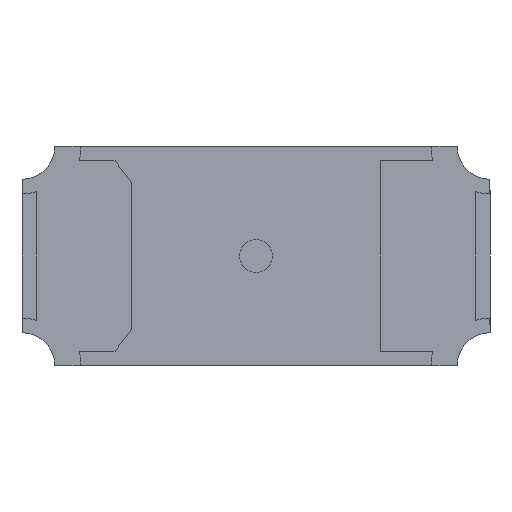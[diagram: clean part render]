
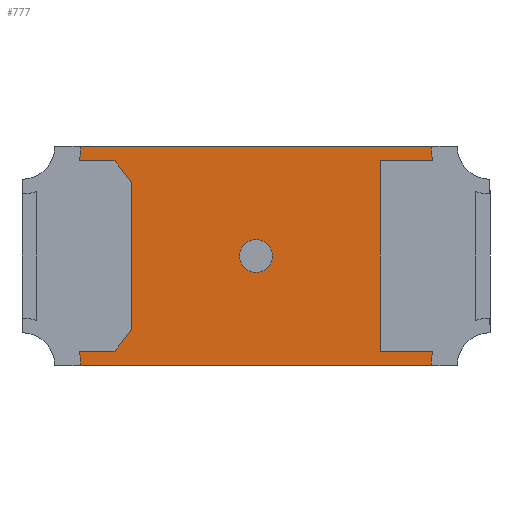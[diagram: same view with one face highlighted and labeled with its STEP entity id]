
A CAD part, front view. The second image highlights one B-rep face of the part: STEP entity #777.
In plain terms, the highlighted planar face has unit normal (0, -1, 0).
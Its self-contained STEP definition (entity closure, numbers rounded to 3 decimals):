
#35 = EDGE_CURVE ( 'NONE', #1381, #2526, #254, .T. ) ;
#39 = AXIS2_PLACEMENT_3D ( 'NONE', #3004, #2976, #1091 ) ;
#80 = DIRECTION ( 'NONE',  ( 1., 0., 0. ) ) ;
#84 = VERTEX_POINT ( 'NONE', #2794 ) ;
#141 = CIRCLE ( 'NONE', #515, 0.404 ) ;
#167 = CIRCLE ( 'NONE', #39, 0.404 ) ;
#170 = VECTOR ( 'NONE', #1852, 1000. ) ;
#186 = VERTEX_POINT ( 'NONE', #2657 ) ;
#191 = DIRECTION ( 'NONE',  ( 0., -1., 0. ) ) ;
#196 = DIRECTION ( 'NONE',  ( 0., 1., 0. ) ) ;
#247 = LINE ( 'NONE', #2964, #1933 ) ;
#254 = LINE ( 'NONE', #1760, #1008 ) ;
#305 = DIRECTION ( 'NONE',  ( 0., 0., -1. ) ) ;
#309 = CARTESIAN_POINT ( 'NONE',  ( 0., 0., 0.113 ) ) ;
#340 = CARTESIAN_POINT ( 'NONE',  ( 1.209, 0., -0.65 ) ) ;
#377 = VECTOR ( 'NONE', #1571, 1000. ) ;
#389 = EDGE_CURVE ( 'NONE', #3920, #1381, #2720, .T. ) ;
#409 = VERTEX_POINT ( 'NONE', #933 ) ;
#414 = EDGE_CURVE ( 'NONE', #2526, #409, #1716, .T. ) ;
#442 = EDGE_CURVE ( 'NONE', #186, #3270, #683, .T. ) ;
#451 = VECTOR ( 'NONE', #2027, 1000. ) ;
#484 = CIRCLE ( 'NONE', #1532, 0.404 ) ;
#515 = AXIS2_PLACEMENT_3D ( 'NONE', #543, #191, #2714 ) ;
#539 = VECTOR ( 'NONE', #640, 1000. ) ;
#543 = CARTESIAN_POINT ( 'NONE',  ( -1.6, 0., 0.75 ) ) ;
#576 = CARTESIAN_POINT ( 'NONE',  ( 0., 0., 0. ) ) ;
#597 = CARTESIAN_POINT ( 'NONE',  ( 1.6, 0., 0.75 ) ) ;
#606 = DIRECTION ( 'NONE',  ( -0.615, 0., 0.789 ) ) ;
#640 = DIRECTION ( 'NONE',  ( -1., 0., 0. ) ) ;
#683 = LINE ( 'NONE', #340, #377 ) ;
#696 = CARTESIAN_POINT ( 'NONE',  ( 1.196, 0., -0.75 ) ) ;
#712 = VERTEX_POINT ( 'NONE', #1123 ) ;
#749 = CARTESIAN_POINT ( 'NONE',  ( 1.6, 0., 0.75 ) ) ;
#777 = ADVANCED_FACE ( 'NONE', ( #4038, #3440 ), #1816, .F. ) ;
#778 = DIRECTION ( 'NONE',  ( 0., -1., 0. ) ) ;
#821 = ORIENTED_EDGE ( 'NONE', *, *, #3209, .F. ) ;
#860 = CARTESIAN_POINT ( 'NONE',  ( 1.6, 0., -0.75 ) ) ;
#875 = DIRECTION ( 'NONE',  ( 0., 0., 1. ) ) ;
#878 = VERTEX_POINT ( 'NONE', #1255 ) ;
#889 = VERTEX_POINT ( 'NONE', #1844 ) ;
#933 = CARTESIAN_POINT ( 'NONE',  ( -0.964, 0., 0.65 ) ) ;
#937 = EDGE_CURVE ( 'NONE', #409, #2507, #988, .T. ) ;
#988 = LINE ( 'NONE', #2485, #539 ) ;
#1008 = VECTOR ( 'NONE', #875, 1000. ) ;
#1067 = CARTESIAN_POINT ( 'NONE',  ( 1.209, 0., -0.65 ) ) ;
#1085 = CIRCLE ( 'NONE', #3659, 0.113 ) ;
#1091 = DIRECTION ( 'NONE',  ( 0., 0., -1. ) ) ;
#1123 = CARTESIAN_POINT ( 'NONE',  ( 0.85, 0., 0.65 ) ) ;
#1185 = CARTESIAN_POINT ( 'NONE',  ( -1.209, 0., -0.65 ) ) ;
#1214 = VERTEX_POINT ( 'NONE', #4081 ) ;
#1255 = CARTESIAN_POINT ( 'NONE',  ( 0., 0., -0.113 ) ) ;
#1256 = ORIENTED_EDGE ( 'NONE', *, *, #2443, .F. ) ;
#1381 = VERTEX_POINT ( 'NONE', #1654 ) ;
#1427 = ORIENTED_EDGE ( 'NONE', *, *, #2347, .F. ) ;
#1473 = CARTESIAN_POINT ( 'NONE',  ( -0.964, 0., -0.65 ) ) ;
#1499 = DIRECTION ( 'NONE',  ( 0., 0., 1. ) ) ;
#1532 = AXIS2_PLACEMENT_3D ( 'NONE', #3860, #3179, #1931 ) ;
#1571 = DIRECTION ( 'NONE',  ( 1., 0., 0. ) ) ;
#1654 = CARTESIAN_POINT ( 'NONE',  ( -0.85, 0., -0.504 ) ) ;
#1716 = LINE ( 'NONE', #3187, #3240 ) ;
#1760 = CARTESIAN_POINT ( 'NONE',  ( -0.85, 0., 0.504 ) ) ;
#1763 = CARTESIAN_POINT ( 'NONE',  ( 1.209, 0., 0.65 ) ) ;
#1816 = PLANE ( 'NONE',  #2043 ) ;
#1823 = AXIS2_PLACEMENT_3D ( 'NONE', #1945, #2584, #2298 ) ;
#1842 = LINE ( 'NONE', #860, #3470 ) ;
#1844 = CARTESIAN_POINT ( 'NONE',  ( 1.196, 0., 0.75 ) ) ;
#1852 = DIRECTION ( 'NONE',  ( 0.615, 0., 0.789 ) ) ;
#1919 = CIRCLE ( 'NONE', #1823, 0.113 ) ;
#1931 = DIRECTION ( 'NONE',  ( 0., 0., 1. ) ) ;
#1933 = VECTOR ( 'NONE', #80, 1000. ) ;
#1945 = CARTESIAN_POINT ( 'NONE',  ( 0., 0., 0. ) ) ;
#1946 = ORIENTED_EDGE ( 'NONE', *, *, #4057, .F. ) ;
#1991 = LINE ( 'NONE', #3663, #451 ) ;
#2027 = DIRECTION ( 'NONE',  ( 0., 0., -1. ) ) ;
#2043 = AXIS2_PLACEMENT_3D ( 'NONE', #4072, #196, #1499 ) ;
#2122 = ORIENTED_EDGE ( 'NONE', *, *, #3628, .F. ) ;
#2155 = ORIENTED_EDGE ( 'NONE', *, *, #442, .F. ) ;
#2277 = LINE ( 'NONE', #3216, #2929 ) ;
#2281 = EDGE_CURVE ( 'NONE', #4003, #712, #2277, .T. ) ;
#2282 = EDGE_LOOP ( 'NONE', ( #1427, #2122 ) ) ;
#2289 = EDGE_CURVE ( 'NONE', #3270, #3008, #484, .T. ) ;
#2298 = DIRECTION ( 'NONE',  ( 0., 0., -1. ) ) ;
#2347 = EDGE_CURVE ( 'NONE', #878, #3278, #1919, .T. ) ;
#2387 = CARTESIAN_POINT ( 'NONE',  ( -0.85, 0., 0.504 ) ) ;
#2398 = DIRECTION ( 'NONE',  ( 0., 0., -1. ) ) ;
#2443 = EDGE_CURVE ( 'NONE', #889, #4003, #2716, .T. ) ;
#2468 = EDGE_CURVE ( 'NONE', #1214, #4140, #167, .T. ) ;
#2485 = CARTESIAN_POINT ( 'NONE',  ( -1.209, 0., 0.65 ) ) ;
#2507 = VERTEX_POINT ( 'NONE', #3017 ) ;
#2526 = VERTEX_POINT ( 'NONE', #2387 ) ;
#2535 = DIRECTION ( 'NONE',  ( -1., 0., 0. ) ) ;
#2584 = DIRECTION ( 'NONE',  ( 0., -1., 0. ) ) ;
#2635 = ORIENTED_EDGE ( 'NONE', *, *, #937, .F. ) ;
#2657 = CARTESIAN_POINT ( 'NONE',  ( 0.85, 0., -0.65 ) ) ;
#2691 = ORIENTED_EDGE ( 'NONE', *, *, #389, .F. ) ;
#2714 = DIRECTION ( 'NONE',  ( 0., 0., 1. ) ) ;
#2716 = CIRCLE ( 'NONE', #3564, 0.404 ) ;
#2718 = ORIENTED_EDGE ( 'NONE', *, *, #3265, .F. ) ;
#2720 = LINE ( 'NONE', #1473, #170 ) ;
#2794 = CARTESIAN_POINT ( 'NONE',  ( -1.196, 0., 0.75 ) ) ;
#2815 = DIRECTION ( 'NONE',  ( 0., -1., 0. ) ) ;
#2929 = VECTOR ( 'NONE', #2535, 1000. ) ;
#2939 = ORIENTED_EDGE ( 'NONE', *, *, #2468, .F. ) ;
#2964 = CARTESIAN_POINT ( 'NONE',  ( -1.209, 0., -0.65 ) ) ;
#2976 = DIRECTION ( 'NONE',  ( 0., -1., 0. ) ) ;
#3004 = CARTESIAN_POINT ( 'NONE',  ( -1.6, 0., -0.75 ) ) ;
#3008 = VERTEX_POINT ( 'NONE', #696 ) ;
#3017 = CARTESIAN_POINT ( 'NONE',  ( -1.209, 0., 0.65 ) ) ;
#3139 = DIRECTION ( 'NONE',  ( -1., 0., 0. ) ) ;
#3179 = DIRECTION ( 'NONE',  ( 0., -1., 0. ) ) ;
#3187 = CARTESIAN_POINT ( 'NONE',  ( -0.964, 0., 0.65 ) ) ;
#3207 = ORIENTED_EDGE ( 'NONE', *, *, #35, .F. ) ;
#3209 = EDGE_CURVE ( 'NONE', #2507, #84, #141, .T. ) ;
#3216 = CARTESIAN_POINT ( 'NONE',  ( 0.85, 0., 0.65 ) ) ;
#3240 = VECTOR ( 'NONE', #606, 1000. ) ;
#3265 = EDGE_CURVE ( 'NONE', #4140, #3920, #247, .T. ) ;
#3270 = VERTEX_POINT ( 'NONE', #1067 ) ;
#3278 = VERTEX_POINT ( 'NONE', #309 ) ;
#3293 = ORIENTED_EDGE ( 'NONE', *, *, #3529, .F. ) ;
#3424 = EDGE_LOOP ( 'NONE', ( #4105, #821, #2635, #3525, #3207, #2691, #2718, #2939, #1946, #3793, #2155, #3293, #3589, #1256 ) ) ;
#3440 = FACE_OUTER_BOUND ( 'NONE', #3424, .T. ) ;
#3470 = VECTOR ( 'NONE', #3139, 1000. ) ;
#3525 = ORIENTED_EDGE ( 'NONE', *, *, #414, .F. ) ;
#3529 = EDGE_CURVE ( 'NONE', #712, #186, #1991, .T. ) ;
#3564 = AXIS2_PLACEMENT_3D ( 'NONE', #749, #778, #2398 ) ;
#3589 = ORIENTED_EDGE ( 'NONE', *, *, #2281, .F. ) ;
#3628 = EDGE_CURVE ( 'NONE', #3278, #878, #1085, .T. ) ;
#3659 = AXIS2_PLACEMENT_3D ( 'NONE', #576, #2815, #305 ) ;
#3663 = CARTESIAN_POINT ( 'NONE',  ( 0.85, 0., -0.504 ) ) ;
#3733 = EDGE_CURVE ( 'NONE', #84, #889, #4130, .T. ) ;
#3777 = VECTOR ( 'NONE', #4136, 1000. ) ;
#3793 = ORIENTED_EDGE ( 'NONE', *, *, #2289, .F. ) ;
#3860 = CARTESIAN_POINT ( 'NONE',  ( 1.6, 0., -0.75 ) ) ;
#3920 = VERTEX_POINT ( 'NONE', #3934 ) ;
#3934 = CARTESIAN_POINT ( 'NONE',  ( -0.964, 0., -0.65 ) ) ;
#4003 = VERTEX_POINT ( 'NONE', #1763 ) ;
#4038 = FACE_BOUND ( 'NONE', #2282, .T. ) ;
#4057 = EDGE_CURVE ( 'NONE', #3008, #1214, #1842, .T. ) ;
#4072 = CARTESIAN_POINT ( 'NONE',  ( 0., 0., 0. ) ) ;
#4081 = CARTESIAN_POINT ( 'NONE',  ( -1.196, 0., -0.75 ) ) ;
#4105 = ORIENTED_EDGE ( 'NONE', *, *, #3733, .F. ) ;
#4130 = LINE ( 'NONE', #597, #3777 ) ;
#4136 = DIRECTION ( 'NONE',  ( 1., 0., 0. ) ) ;
#4140 = VERTEX_POINT ( 'NONE', #1185 ) ;
